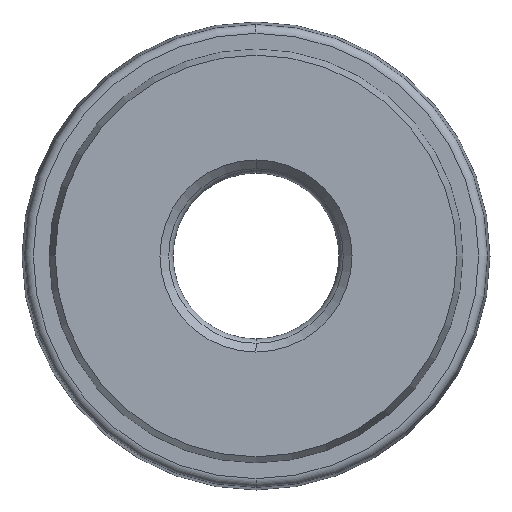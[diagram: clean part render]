
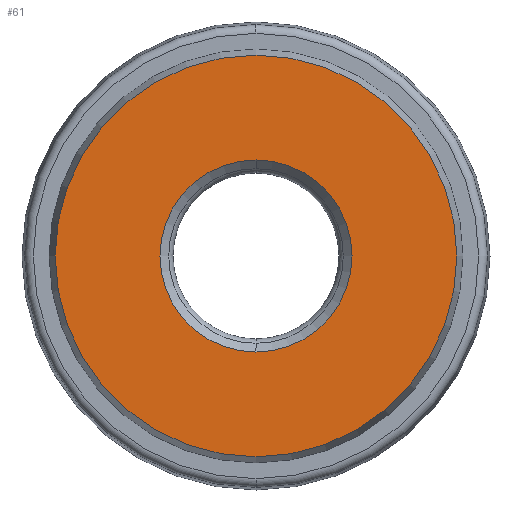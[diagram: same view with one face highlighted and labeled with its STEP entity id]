
A CAD part, left-side view. The second image highlights one B-rep face of the part: STEP entity #61.
In plain terms, the highlighted planar face has unit normal (-1, 0, 0).
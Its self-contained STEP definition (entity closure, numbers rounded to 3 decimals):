
#7 = DIRECTION ( 'NONE',  ( 0., 0., 1. ) ) ;
#16 = DIRECTION ( 'NONE',  ( -1., 0., 0. ) ) ;
#21 = CARTESIAN_POINT ( 'NONE',  ( 0., 0., 0. ) ) ;
#61 = ADVANCED_FACE ( 'NONE', ( #703, #726 ), #476, .F. ) ;
#155 = AXIS2_PLACEMENT_3D ( 'NONE', #897, #882, #898 ) ;
#158 = AXIS2_PLACEMENT_3D ( 'NONE', #880, #890, #881 ) ;
#171 = AXIS2_PLACEMENT_3D ( 'NONE', #220, #244, #229 ) ;
#193 = AXIS2_PLACEMENT_3D ( 'NONE', #21, #16, #7 ) ;
#220 = CARTESIAN_POINT ( 'NONE',  ( 0., 0., 0. ) ) ;
#229 = DIRECTION ( 'NONE',  ( 0., 0., -1. ) ) ;
#244 = DIRECTION ( 'NONE',  ( 1., 0., 0. ) ) ;
#302 = CARTESIAN_POINT ( 'NONE',  ( 0., 0., -5.5 ) ) ;
#311 = CARTESIAN_POINT ( 'NONE',  ( 0., 0., 5.5 ) ) ;
#475 = DIRECTION ( 'NONE',  ( 1., 0., 0. ) ) ;
#476 = PLANE ( 'NONE',  #995 ) ;
#477 = DIRECTION ( 'NONE',  ( 0., 0., -1. ) ) ;
#480 = CARTESIAN_POINT ( 'NONE',  ( 0., 5., 0. ) ) ;
#491 = CIRCLE ( 'NONE', #158, 5.5 ) ;
#494 = CIRCLE ( 'NONE', #193, 11.5 ) ;
#499 = CIRCLE ( 'NONE', #155, 11.5 ) ;
#509 = CIRCLE ( 'NONE', #171, 5.5 ) ;
#690 = EDGE_LOOP ( 'NONE', ( #1126, #1047 ) ) ;
#693 = EDGE_LOOP ( 'NONE', ( #1117, #1090 ) ) ;
#703 = FACE_BOUND ( 'NONE', #690, .T. ) ;
#726 = FACE_OUTER_BOUND ( 'NONE', #693, .T. ) ;
#842 = CARTESIAN_POINT ( 'NONE',  ( 0., 0., -11.5 ) ) ;
#846 = CARTESIAN_POINT ( 'NONE',  ( 0., 0., 11.5 ) ) ;
#880 = CARTESIAN_POINT ( 'NONE',  ( 0., 0., 0. ) ) ;
#881 = DIRECTION ( 'NONE',  ( 0., 0., -1. ) ) ;
#882 = DIRECTION ( 'NONE',  ( -1., 0., 0. ) ) ;
#890 = DIRECTION ( 'NONE',  ( 1., 0., 0. ) ) ;
#897 = CARTESIAN_POINT ( 'NONE',  ( 0., 0., 0. ) ) ;
#898 = DIRECTION ( 'NONE',  ( 0., 0., 1. ) ) ;
#986 = EDGE_CURVE ( 'NONE', #1057, #1070, #491, .T. ) ;
#988 = EDGE_CURVE ( 'NONE', #1093, #1101, #499, .T. ) ;
#995 = AXIS2_PLACEMENT_3D ( 'NONE', #480, #475, #477 ) ;
#999 = EDGE_CURVE ( 'NONE', #1101, #1093, #494, .T. ) ;
#1021 = EDGE_CURVE ( 'NONE', #1070, #1057, #509, .T. ) ;
#1047 = ORIENTED_EDGE ( 'NONE', *, *, #986, .T. ) ;
#1057 = VERTEX_POINT ( 'NONE', #302 ) ;
#1070 = VERTEX_POINT ( 'NONE', #311 ) ;
#1090 = ORIENTED_EDGE ( 'NONE', *, *, #988, .T. ) ;
#1093 = VERTEX_POINT ( 'NONE', #846 ) ;
#1101 = VERTEX_POINT ( 'NONE', #842 ) ;
#1117 = ORIENTED_EDGE ( 'NONE', *, *, #999, .T. ) ;
#1126 = ORIENTED_EDGE ( 'NONE', *, *, #1021, .T. ) ;
